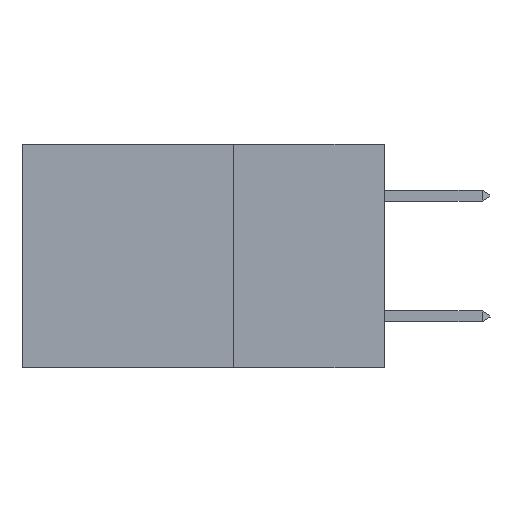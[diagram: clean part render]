
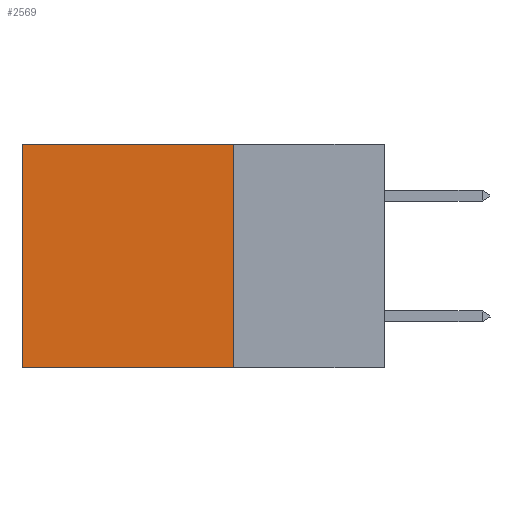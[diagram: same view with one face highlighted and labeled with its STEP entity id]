
A CAD part, left-side view. The second image highlights one B-rep face of the part: STEP entity #2569.
In plain terms, the highlighted planar face has unit normal (-1, 0, 0).
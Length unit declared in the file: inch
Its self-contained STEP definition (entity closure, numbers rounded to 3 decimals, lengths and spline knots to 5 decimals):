
#329 = ORIENTED_EDGE ( 'NONE', *, *, #17642, .T. ) ;
#913 = VECTOR ( 'NONE', #7654, 39.37008 ) ;
#2191 = ORIENTED_EDGE ( 'NONE', *, *, #2775, .F. ) ;
#2569 = ADVANCED_FACE ( 'NONE', ( #13136 ), #11995, .F. ) ;
#2775 = EDGE_CURVE ( 'NONE', #3547, #8415, #19425, .T. ) ;
#2894 = VERTEX_POINT ( 'NONE', #5179 ) ;
#3041 = LINE ( 'NONE', #12106, #913 ) ;
#3046 = EDGE_CURVE ( 'NONE', #16474, #3547, #9618, .T. ) ;
#3533 = EDGE_CURVE ( 'NONE', #2894, #8415, #8885, .T. ) ;
#3547 = VERTEX_POINT ( 'NONE', #14467 ) ;
#3774 = EDGE_LOOP ( 'NONE', ( #18074, #2191, #17506, #329 ) ) ;
#3934 = CARTESIAN_POINT ( 'NONE',  ( 0.2875, 0.6, -0.37 ) ) ;
#4190 = DIRECTION ( 'NONE',  ( 0., 1., 0. ) ) ;
#5179 = CARTESIAN_POINT ( 'NONE',  ( 0.2875, 0.6, 0. ) ) ;
#5561 = CARTESIAN_POINT ( 'NONE',  ( 0.2875, 0.25, -0.37 ) ) ;
#6096 = AXIS2_PLACEMENT_3D ( 'NONE', #7712, #12127, #6297 ) ;
#6297 = DIRECTION ( 'NONE',  ( 0., 0., -1. ) ) ;
#6745 = CARTESIAN_POINT ( 'NONE',  ( 0.2875, 0.25, 0. ) ) ;
#7039 = VECTOR ( 'NONE', #17220, 39.37008 ) ;
#7654 = DIRECTION ( 'NONE',  ( 0., 1., 0. ) ) ;
#7712 = CARTESIAN_POINT ( 'NONE',  ( 0.2875, 0.25, 0. ) ) ;
#8415 = VERTEX_POINT ( 'NONE', #3934 ) ;
#8885 = LINE ( 'NONE', #16166, #18660 ) ;
#9618 = LINE ( 'NONE', #17014, #7039 ) ;
#11995 = PLANE ( 'NONE',  #6096 ) ;
#12106 = CARTESIAN_POINT ( 'NONE',  ( 0.2875, 0.25, 0. ) ) ;
#12127 = DIRECTION ( 'NONE',  ( 1., 0., 0. ) ) ;
#13136 = FACE_OUTER_BOUND ( 'NONE', #3774, .T. ) ;
#14467 = CARTESIAN_POINT ( 'NONE',  ( 0.2875, 0.25, -0.37 ) ) ;
#14964 = VECTOR ( 'NONE', #4190, 39.37008 ) ;
#16166 = CARTESIAN_POINT ( 'NONE',  ( 0.2875, 0.6, 0. ) ) ;
#16474 = VERTEX_POINT ( 'NONE', #6745 ) ;
#17014 = CARTESIAN_POINT ( 'NONE',  ( 0.2875, 0.25, 0. ) ) ;
#17220 = DIRECTION ( 'NONE',  ( 0., 0., -1. ) ) ;
#17506 = ORIENTED_EDGE ( 'NONE', *, *, #3046, .F. ) ;
#17642 = EDGE_CURVE ( 'NONE', #16474, #2894, #3041, .T. ) ;
#18074 = ORIENTED_EDGE ( 'NONE', *, *, #3533, .T. ) ;
#18660 = VECTOR ( 'NONE', #19172, 39.37008 ) ;
#19172 = DIRECTION ( 'NONE',  ( 0., 0., -1. ) ) ;
#19425 = LINE ( 'NONE', #5561, #14964 ) ;
